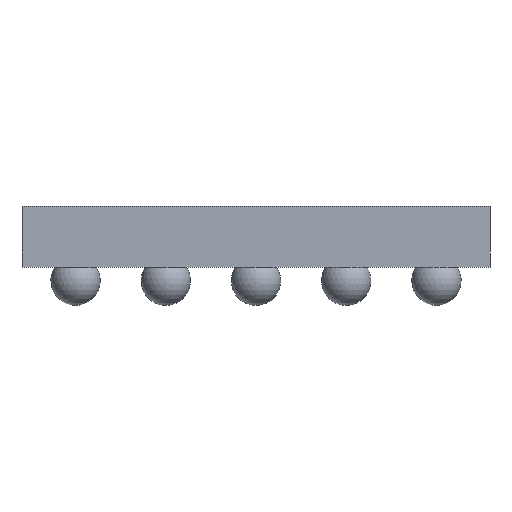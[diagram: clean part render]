
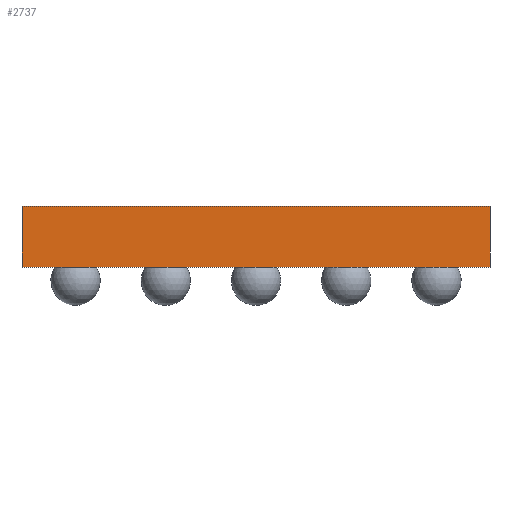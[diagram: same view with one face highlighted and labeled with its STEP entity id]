
A CAD part, left-side view. The second image highlights one B-rep face of the part: STEP entity #2737.
In plain terms, the highlighted planar face has unit normal (-1, 0, 0).
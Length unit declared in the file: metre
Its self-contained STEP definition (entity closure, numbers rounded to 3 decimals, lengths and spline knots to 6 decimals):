
#207=PLANE('',#2834);
#333=FACE_OUTER_BOUND('',#496,.T.);
#496=EDGE_LOOP('',(#2420,#2421,#2422,#2423));
#741=LINE('',#5245,#941);
#747=LINE('',#5260,#947);
#748=LINE('',#5263,#948);
#749=LINE('',#5264,#949);
#941=VECTOR('',#3201,0.01);
#947=VECTOR('',#3217,0.01);
#948=VECTOR('',#3220,0.01);
#949=VECTOR('',#3221,0.01);
#1312=VERTEX_POINT('',#5242);
#1313=VERTEX_POINT('',#5244);
#1317=VERTEX_POINT('',#5258);
#1318=VERTEX_POINT('',#5262);
#1699=EDGE_CURVE('',#1312,#1313,#741,.T.);
#1706=EDGE_CURVE('',#1312,#1317,#747,.F.);
#1707=EDGE_CURVE('',#1317,#1318,#748,.T.);
#1708=EDGE_CURVE('',#1313,#1318,#749,.F.);
#2420=ORIENTED_EDGE('',*,*,#1707,.T.);
#2421=ORIENTED_EDGE('',*,*,#1708,.F.);
#2422=ORIENTED_EDGE('',*,*,#1699,.F.);
#2423=ORIENTED_EDGE('',*,*,#1706,.T.);
#2737=ADVANCED_FACE('',(#333),#207,.F.);
#2834=AXIS2_PLACEMENT_3D('',#5261,#3218,#3219);
#3201=DIRECTION('',(0.,-1.,0.));
#3217=DIRECTION('',(0.,0.,1.));
#3218=DIRECTION('center_axis',(1.,0.,0.));
#3219=DIRECTION('ref_axis',(0.,1.,0.));
#3220=DIRECTION('',(0.,-1.,0.));
#3221=DIRECTION('',(0.,0.,1.));
#5242=CARTESIAN_POINT('',(-0.001038,0.001038,0.000439));
#5244=CARTESIAN_POINT('',(-0.001038,-0.001038,0.000439));
#5245=CARTESIAN_POINT('',(-0.001038,0.00014,0.000439));
#5258=CARTESIAN_POINT('',(-0.001038,0.001038,0.00017));
#5260=CARTESIAN_POINT('',(-0.001038,0.001038,0.000439));
#5261=CARTESIAN_POINT('Origin',(-0.001038,0.00014,0.000439));
#5262=CARTESIAN_POINT('',(-0.001038,-0.001038,0.00017));
#5263=CARTESIAN_POINT('',(-0.001038,0.00014,0.00017));
#5264=CARTESIAN_POINT('',(-0.001038,-0.001038,0.000439));
